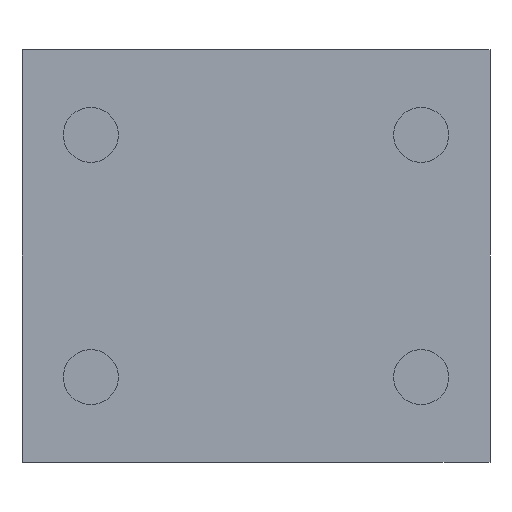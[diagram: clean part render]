
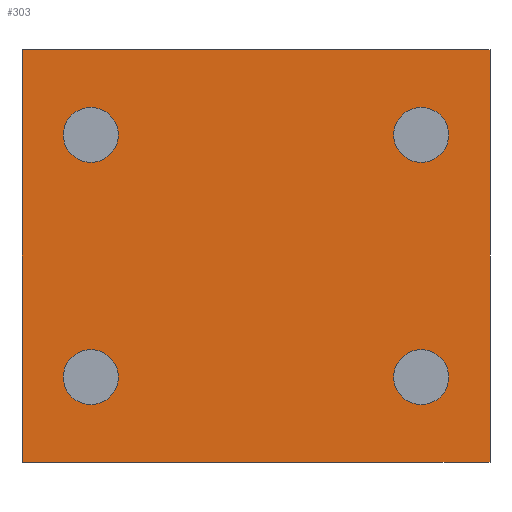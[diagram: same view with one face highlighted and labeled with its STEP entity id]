
A CAD part, front view. The second image highlights one B-rep face of the part: STEP entity #303.
In plain terms, the highlighted planar face has unit normal (0, -1, 0).
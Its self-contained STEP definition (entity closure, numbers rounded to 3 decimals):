
#4 = CARTESIAN_POINT ( 'NONE',  ( 0., 0., 0. ) ) ;
#11 = EDGE_LOOP ( 'NONE', ( #566, #405 ) ) ;
#25 = CARTESIAN_POINT ( 'NONE',  ( 29., 0., 6.2 ) ) ;
#29 = AXIS2_PLACEMENT_3D ( 'NONE', #25, #523, #527 ) ;
#40 = DIRECTION ( 'NONE',  ( 0., 0., -1. ) ) ;
#46 = ORIENTED_EDGE ( 'NONE', *, *, #1062, .F. ) ;
#48 = CARTESIAN_POINT ( 'NONE',  ( 0., 0., 0. ) ) ;
#54 = FACE_BOUND ( 'NONE', #1035, .T. ) ;
#57 = VERTEX_POINT ( 'NONE', #343 ) ;
#63 = LINE ( 'NONE', #144, #241 ) ;
#72 = DIRECTION ( 'NONE',  ( 0., 0., -1. ) ) ;
#78 = CARTESIAN_POINT ( 'NONE',  ( 34., 0., 0. ) ) ;
#120 = DIRECTION ( 'NONE',  ( 0., -1., 0. ) ) ;
#136 = CARTESIAN_POINT ( 'NONE',  ( 29., 0., 23.8 ) ) ;
#144 = CARTESIAN_POINT ( 'NONE',  ( 0., 0., 30. ) ) ;
#153 = CIRCLE ( 'NONE', #772, 2. ) ;
#163 = AXIS2_PLACEMENT_3D ( 'NONE', #738, #312, #567 ) ;
#167 = EDGE_CURVE ( 'NONE', #824, #243, #606, .T. ) ;
#184 = EDGE_LOOP ( 'NONE', ( #408, #318, #960, #525 ) ) ;
#191 = DIRECTION ( 'NONE',  ( 1., 0., 0. ) ) ;
#219 = CARTESIAN_POINT ( 'NONE',  ( 34., 0., 0. ) ) ;
#222 = FACE_BOUND ( 'NONE', #11, .T. ) ;
#241 = VECTOR ( 'NONE', #409, 1000. ) ;
#243 = VERTEX_POINT ( 'NONE', #1027 ) ;
#273 = EDGE_CURVE ( 'NONE', #1077, #972, #906, .T. ) ;
#300 = DIRECTION ( 'NONE',  ( 0., -1., 0. ) ) ;
#303 = ADVANCED_FACE ( 'NONE', ( #222, #472, #985, #54, #727 ), #974, .T. ) ;
#312 = DIRECTION ( 'NONE',  ( 0., -1., 0. ) ) ;
#314 = VECTOR ( 'NONE', #901, 1000. ) ;
#318 = ORIENTED_EDGE ( 'NONE', *, *, #636, .T. ) ;
#327 = AXIS2_PLACEMENT_3D ( 'NONE', #404, #997, #72 ) ;
#333 = LINE ( 'NONE', #821, #399 ) ;
#343 = CARTESIAN_POINT ( 'NONE',  ( 0., 0., 30. ) ) ;
#362 = EDGE_LOOP ( 'NONE', ( #387, #930 ) ) ;
#382 = CIRCLE ( 'NONE', #1008, 2. ) ;
#383 = DIRECTION ( 'NONE',  ( 0., -1., 0. ) ) ;
#387 = ORIENTED_EDGE ( 'NONE', *, *, #1098, .F. ) ;
#392 = EDGE_CURVE ( 'NONE', #926, #786, #813, .T. ) ;
#399 = VECTOR ( 'NONE', #498, 1000. ) ;
#404 = CARTESIAN_POINT ( 'NONE',  ( 5., 0., 6.2 ) ) ;
#405 = ORIENTED_EDGE ( 'NONE', *, *, #684, .F. ) ;
#408 = ORIENTED_EDGE ( 'NONE', *, *, #658, .T. ) ;
#409 = DIRECTION ( 'NONE',  ( -1., 0., 0. ) ) ;
#415 = CARTESIAN_POINT ( 'NONE',  ( 29., 0., 4.2 ) ) ;
#458 = DIRECTION ( 'NONE',  ( 0., 0., -1. ) ) ;
#472 = FACE_BOUND ( 'NONE', #362, .T. ) ;
#490 = ORIENTED_EDGE ( 'NONE', *, *, #167, .F. ) ;
#493 = VERTEX_POINT ( 'NONE', #1047 ) ;
#498 = DIRECTION ( 'NONE',  ( 0., 0., -1. ) ) ;
#504 = DIRECTION ( 'NONE',  ( 0., 0., -1. ) ) ;
#523 = DIRECTION ( 'NONE',  ( 0., -1., 0. ) ) ;
#525 = ORIENTED_EDGE ( 'NONE', *, *, #1053, .T. ) ;
#527 = DIRECTION ( 'NONE',  ( 0., 0., -1. ) ) ;
#529 = VERTEX_POINT ( 'NONE', #944 ) ;
#536 = DIRECTION ( 'NONE',  ( 0., 0., -1. ) ) ;
#538 = DIRECTION ( 'NONE',  ( 0., 0., -1. ) ) ;
#566 = ORIENTED_EDGE ( 'NONE', *, *, #696, .F. ) ;
#567 = DIRECTION ( 'NONE',  ( 0., 0., -1. ) ) ;
#603 = DIRECTION ( 'NONE',  ( 0., -1., 0. ) ) ;
#606 = CIRCLE ( 'NONE', #1097, 2. ) ;
#627 = CARTESIAN_POINT ( 'NONE',  ( 34., 0., 30. ) ) ;
#631 = ORIENTED_EDGE ( 'NONE', *, *, #742, .F. ) ;
#632 = DIRECTION ( 'NONE',  ( 0., 0., -1. ) ) ;
#636 = EDGE_CURVE ( 'NONE', #57, #926, #333, .T. ) ;
#649 = VERTEX_POINT ( 'NONE', #743 ) ;
#658 = EDGE_CURVE ( 'NONE', #1075, #57, #63, .T. ) ;
#684 = EDGE_CURVE ( 'NONE', #493, #649, #823, .T. ) ;
#696 = EDGE_CURVE ( 'NONE', #649, #493, #1051, .T. ) ;
#706 = CARTESIAN_POINT ( 'NONE',  ( 29., 0., 23.8 ) ) ;
#712 = CIRCLE ( 'NONE', #1020, 2. ) ;
#719 = DIRECTION ( 'NONE',  ( 0., -1., 0. ) ) ;
#723 = CARTESIAN_POINT ( 'NONE',  ( 29., 0., 21.8 ) ) ;
#727 = FACE_OUTER_BOUND ( 'NONE', #184, .T. ) ;
#738 = CARTESIAN_POINT ( 'NONE',  ( 5., 0., 6.2 ) ) ;
#742 = EDGE_CURVE ( 'NONE', #872, #529, #712, .T. ) ;
#743 = CARTESIAN_POINT ( 'NONE',  ( 5., 0., 4.2 ) ) ;
#744 = ORIENTED_EDGE ( 'NONE', *, *, #1080, .F. ) ;
#772 = AXIS2_PLACEMENT_3D ( 'NONE', #136, #383, #538 ) ;
#786 = VERTEX_POINT ( 'NONE', #78 ) ;
#800 = CARTESIAN_POINT ( 'NONE',  ( 5., 0., 23.8 ) ) ;
#813 = LINE ( 'NONE', #48, #951 ) ;
#821 = CARTESIAN_POINT ( 'NONE',  ( 0., 0., 0. ) ) ;
#823 = CIRCLE ( 'NONE', #327, 2. ) ;
#824 = VERTEX_POINT ( 'NONE', #723 ) ;
#830 = CARTESIAN_POINT ( 'NONE',  ( 5., 0., 21.8 ) ) ;
#844 = DIRECTION ( 'NONE',  ( 0., -1., 0. ) ) ;
#849 = CARTESIAN_POINT ( 'NONE',  ( 5., 0., 23.8 ) ) ;
#861 = AXIS2_PLACEMENT_3D ( 'NONE', #968, #120, #536 ) ;
#872 = VERTEX_POINT ( 'NONE', #830 ) ;
#901 = DIRECTION ( 'NONE',  ( 0., 0., 1. ) ) ;
#906 = CIRCLE ( 'NONE', #29, 2. ) ;
#920 = AXIS2_PLACEMENT_3D ( 'NONE', #800, #719, #40 ) ;
#926 = VERTEX_POINT ( 'NONE', #4 ) ;
#930 = ORIENTED_EDGE ( 'NONE', *, *, #273, .F. ) ;
#944 = CARTESIAN_POINT ( 'NONE',  ( 5., 0., 25.8 ) ) ;
#947 = CIRCLE ( 'NONE', #920, 2. ) ;
#951 = VECTOR ( 'NONE', #191, 1000. ) ;
#960 = ORIENTED_EDGE ( 'NONE', *, *, #392, .T. ) ;
#967 = CARTESIAN_POINT ( 'NONE',  ( 29., 0., 8.2 ) ) ;
#968 = CARTESIAN_POINT ( 'NONE',  ( 0., 0., 0. ) ) ;
#972 = VERTEX_POINT ( 'NONE', #415 ) ;
#974 = PLANE ( 'NONE',  #861 ) ;
#984 = LINE ( 'NONE', #219, #314 ) ;
#985 = FACE_BOUND ( 'NONE', #992, .T. ) ;
#992 = EDGE_LOOP ( 'NONE', ( #490, #46 ) ) ;
#997 = DIRECTION ( 'NONE',  ( 0., -1., 0. ) ) ;
#1008 = AXIS2_PLACEMENT_3D ( 'NONE', #1060, #300, #632 ) ;
#1020 = AXIS2_PLACEMENT_3D ( 'NONE', #849, #844, #504 ) ;
#1027 = CARTESIAN_POINT ( 'NONE',  ( 29., 0., 25.8 ) ) ;
#1035 = EDGE_LOOP ( 'NONE', ( #631, #744 ) ) ;
#1047 = CARTESIAN_POINT ( 'NONE',  ( 5., 0., 8.2 ) ) ;
#1051 = CIRCLE ( 'NONE', #163, 2. ) ;
#1053 = EDGE_CURVE ( 'NONE', #786, #1075, #984, .T. ) ;
#1060 = CARTESIAN_POINT ( 'NONE',  ( 29., 0., 6.2 ) ) ;
#1062 = EDGE_CURVE ( 'NONE', #243, #824, #153, .T. ) ;
#1075 = VERTEX_POINT ( 'NONE', #627 ) ;
#1077 = VERTEX_POINT ( 'NONE', #967 ) ;
#1080 = EDGE_CURVE ( 'NONE', #529, #872, #947, .T. ) ;
#1097 = AXIS2_PLACEMENT_3D ( 'NONE', #706, #603, #458 ) ;
#1098 = EDGE_CURVE ( 'NONE', #972, #1077, #382, .T. ) ;
